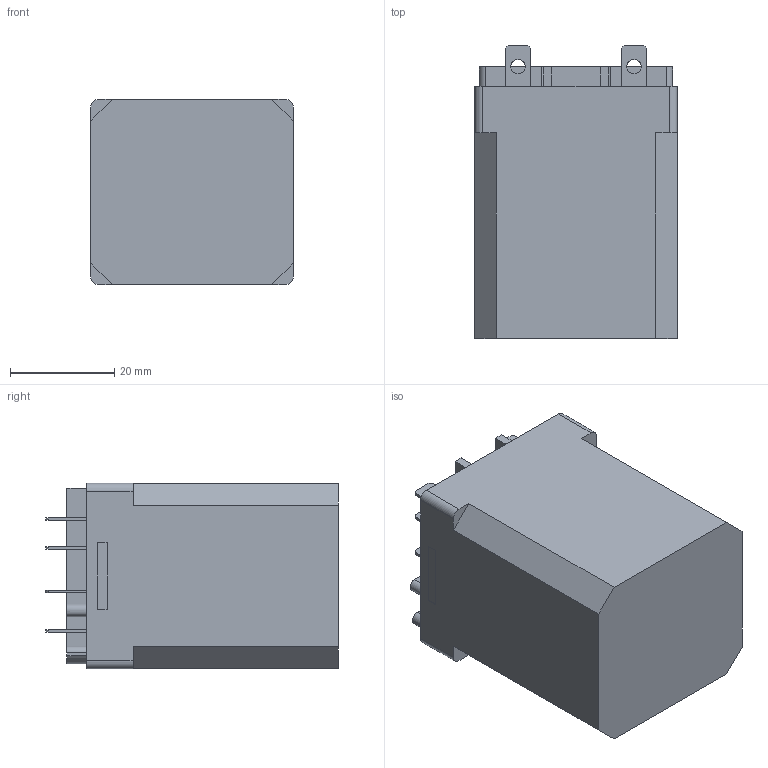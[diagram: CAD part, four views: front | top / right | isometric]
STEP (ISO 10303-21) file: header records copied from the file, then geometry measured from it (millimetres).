
FILE_DESCRIPTION(('starvars output'),'2;1');
FILE_NAME('cv20190909163052000024149.stp','16:30:52 2019/09/09',( 'Thomas Industrial Network Germany GmbH'),( 'Thomas Industrial Network Germany GmbH'),'unknown preprocess','ACIS' ,'unknown authorization');
FILE_SCHEMA(('AUTOMOTIVE_DESIGN_CC2 {UNKNOWN IMPLEMENTATION LEVEL}'));
Length unit declared in the file: millimetre
Products named in the file (1): PRODUCT_ID_1
Bounding box: 38.86 x 56.13 x 35.56 mm (x, y, z)
Volume: 66215.6 mm3; surface area: 11157.4 mm2
Topology: 1 solids, 1 shells, 150 faces, 404 edges, 268 vertices
Faces by surface type: plane 116, cylinder 34
Entity records: 5716 total; most frequent: ORIENTED_EDGE 808, CARTESIAN_POINT 765, DIRECTION 680, EDGE_CURVE 404, VECTOR 314, LINE 314, VERTEX_POINT 268, AXIS2_PLACEMENT_3D 183
